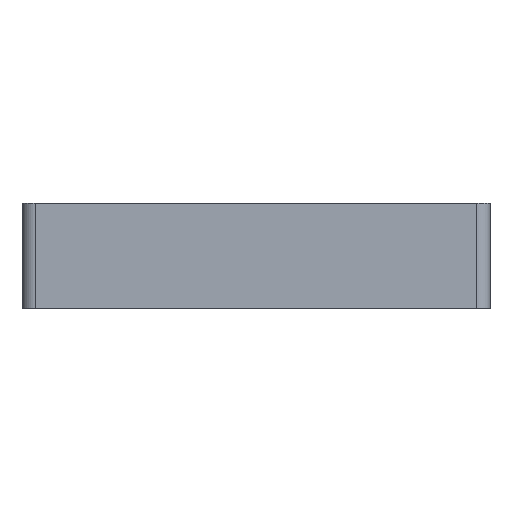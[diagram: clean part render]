
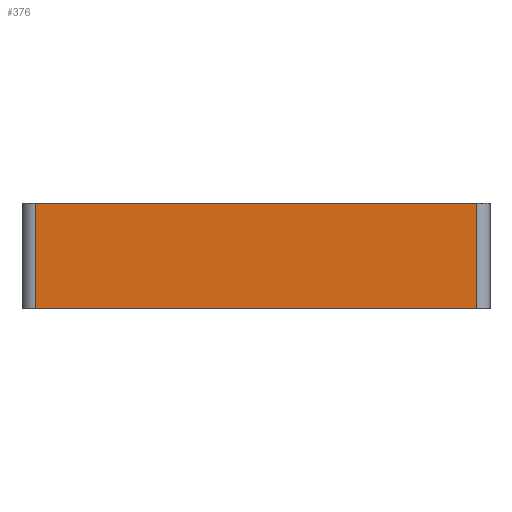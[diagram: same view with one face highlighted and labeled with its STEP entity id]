
A CAD part, top view. The second image highlights one B-rep face of the part: STEP entity #376.
In plain terms, the highlighted planar face has unit normal (0, 0, 1).
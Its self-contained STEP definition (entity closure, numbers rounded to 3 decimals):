
#349=AXIS2_PLACEMENT_3D('Plane Axis2P3D',#346,#347,#348) ;
#324=CARTESIAN_POINT('Vertex',(0.5,0.,35.1)) ;
#327=CARTESIAN_POINT('Line Origine',(0.5,2.,35.1)) ;
#331=CARTESIAN_POINT('Vertex',(0.5,4.,35.1)) ;
#346=CARTESIAN_POINT('Axis2P3D Location',(0.5,4.,35.1)) ;
#351=CARTESIAN_POINT('Line Origine',(8.9,0.,35.1)) ;
#355=CARTESIAN_POINT('Vertex',(17.3,0.,35.1)) ;
#358=CARTESIAN_POINT('Line Origine',(17.3,2.,35.1)) ;
#362=CARTESIAN_POINT('Vertex',(17.3,4.,35.1)) ;
#365=CARTESIAN_POINT('Line Origine',(8.9,4.,35.1)) ;
#328=DIRECTION('Vector Direction',(0.,1.,0.)) ;
#347=DIRECTION('Axis2P3D Direction',(0.,0.,-1.)) ;
#348=DIRECTION('Axis2P3D XDirection',(1.,0.,0.)) ;
#352=DIRECTION('Vector Direction',(1.,0.,0.)) ;
#359=DIRECTION('Vector Direction',(0.,-1.,0.)) ;
#366=DIRECTION('Vector Direction',(1.,0.,0.)) ;
#329=VECTOR('Line Direction',#328,1.) ;
#353=VECTOR('Line Direction',#352,1.) ;
#360=VECTOR('Line Direction',#359,1.) ;
#367=VECTOR('Line Direction',#366,1.) ;
#371=ORIENTED_EDGE('',*,*,#357,.T.) ;
#372=ORIENTED_EDGE('',*,*,#364,.F.) ;
#373=ORIENTED_EDGE('',*,*,#369,.F.) ;
#374=ORIENTED_EDGE('',*,*,#333,.T.) ;
#376=ADVANCED_FACE('KU',(#375),#350,.F.) ;
#333=EDGE_CURVE('',#332,#325,#330,.F.) ;
#357=EDGE_CURVE('',#325,#356,#354,.T.) ;
#364=EDGE_CURVE('',#363,#356,#361,.T.) ;
#369=EDGE_CURVE('',#332,#363,#368,.T.) ;
#370=EDGE_LOOP('',(#371,#372,#373,#374)) ;
#375=FACE_OUTER_BOUND('',#370,.T.) ;
#330=LINE('Line',#327,#329) ;
#354=LINE('Line',#351,#353) ;
#361=LINE('Line',#358,#360) ;
#368=LINE('Line',#365,#367) ;
#350=PLANE('',#349) ;
#325=VERTEX_POINT('',#324) ;
#332=VERTEX_POINT('',#331) ;
#356=VERTEX_POINT('',#355) ;
#363=VERTEX_POINT('',#362) ;
